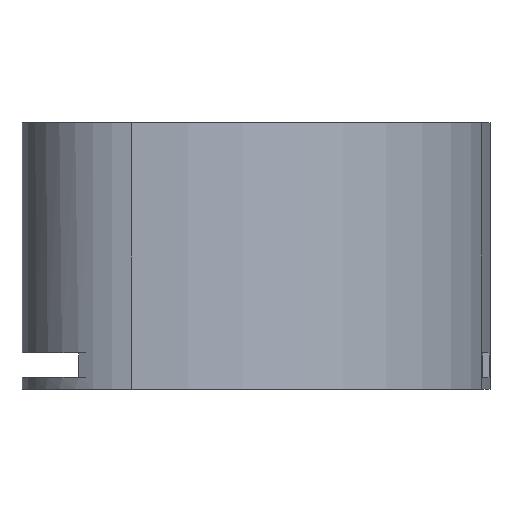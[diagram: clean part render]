
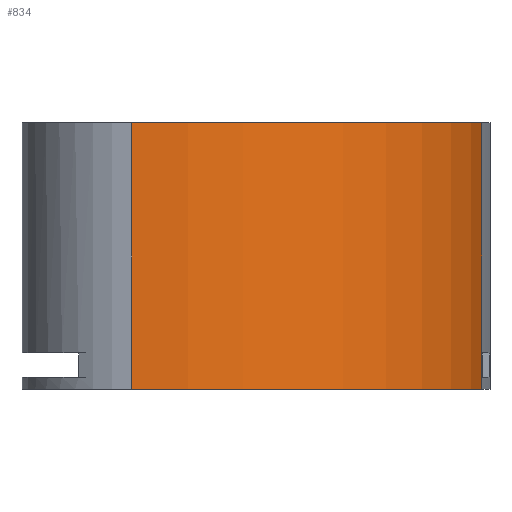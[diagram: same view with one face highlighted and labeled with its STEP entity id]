
A CAD part, left-side view. The second image highlights one B-rep face of the part: STEP entity #834.
In plain terms, the highlighted cylindrical face has radius 55 mm (diameter 110 mm), a partial arc.
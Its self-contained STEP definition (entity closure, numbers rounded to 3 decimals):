
#6 = LINE ( 'NONE', #434, #295 ) ;
#9 = DIRECTION ( 'NONE',  ( 0., 0., 1. ) ) ;
#14 = DIRECTION ( 'NONE',  ( 0., 0., -1. ) ) ;
#67 = DIRECTION ( 'NONE',  ( 0., 0., 1. ) ) ;
#217 = LINE ( 'NONE', #1455, #2926 ) ;
#219 = AXIS2_PLACEMENT_3D ( 'NONE', #3233, #67, #1654 ) ;
#233 = EDGE_CURVE ( 'NONE', #2773, #695, #217, .T. ) ;
#295 = VECTOR ( 'NONE', #3339, 1000. ) ;
#393 = ORIENTED_EDGE ( 'NONE', *, *, #1304, .T. ) ;
#434 = CARTESIAN_POINT ( 'NONE',  ( -82.186, 30.842, 0. ) ) ;
#574 = VERTEX_POINT ( 'NONE', #1202 ) ;
#695 = VERTEX_POINT ( 'NONE', #722 ) ;
#722 = CARTESIAN_POINT ( 'NONE',  ( -33.396, -26.927, 0. ) ) ;
#784 = ORIENTED_EDGE ( 'NONE', *, *, #233, .F. ) ;
#834 = ADVANCED_FACE ( 'NONE', ( #2054 ), #1809, .T. ) ;
#1065 = DIRECTION ( 'NONE',  ( 1., 0., 0. ) ) ;
#1077 = CIRCLE ( 'NONE', #2843, 55. ) ;
#1202 = CARTESIAN_POINT ( 'NONE',  ( -82.186, 30.842, 44. ) ) ;
#1220 = ORIENTED_EDGE ( 'NONE', *, *, #2189, .F. ) ;
#1304 = EDGE_CURVE ( 'NONE', #574, #2954, #6, .T. ) ;
#1343 = DIRECTION ( 'NONE',  ( 1., 0., 0. ) ) ;
#1455 = CARTESIAN_POINT ( 'NONE',  ( -33.396, -26.927, 44. ) ) ;
#1654 = DIRECTION ( 'NONE',  ( 1., 0., 0. ) ) ;
#1718 = DIRECTION ( 'NONE',  ( 0., 0., -1. ) ) ;
#1809 = CYLINDRICAL_SURFACE ( 'NONE', #2859, 55. ) ;
#1949 = EDGE_CURVE ( 'NONE', #695, #2954, #1077, .T. ) ;
#2054 = FACE_OUTER_BOUND ( 'NONE', #2834, .T. ) ;
#2160 = ORIENTED_EDGE ( 'NONE', *, *, #1949, .F. ) ;
#2189 = EDGE_CURVE ( 'NONE', #574, #2773, #2598, .T. ) ;
#2598 = CIRCLE ( 'NONE', #219, 55. ) ;
#2655 = CARTESIAN_POINT ( 'NONE',  ( -27.274, 27.731, 0. ) ) ;
#2773 = VERTEX_POINT ( 'NONE', #2789 ) ;
#2789 = CARTESIAN_POINT ( 'NONE',  ( -33.396, -26.927, 44. ) ) ;
#2834 = EDGE_LOOP ( 'NONE', ( #1220, #393, #2160, #784 ) ) ;
#2843 = AXIS2_PLACEMENT_3D ( 'NONE', #2655, #14, #1065 ) ;
#2859 = AXIS2_PLACEMENT_3D ( 'NONE', #3343, #9, #1343 ) ;
#2926 = VECTOR ( 'NONE', #1718, 1000. ) ;
#2954 = VERTEX_POINT ( 'NONE', #3145 ) ;
#3145 = CARTESIAN_POINT ( 'NONE',  ( -82.186, 30.842, 0. ) ) ;
#3233 = CARTESIAN_POINT ( 'NONE',  ( -27.274, 27.731, 44. ) ) ;
#3339 = DIRECTION ( 'NONE',  ( 0., 0., -1. ) ) ;
#3343 = CARTESIAN_POINT ( 'NONE',  ( -27.274, 27.731, 44. ) ) ;
